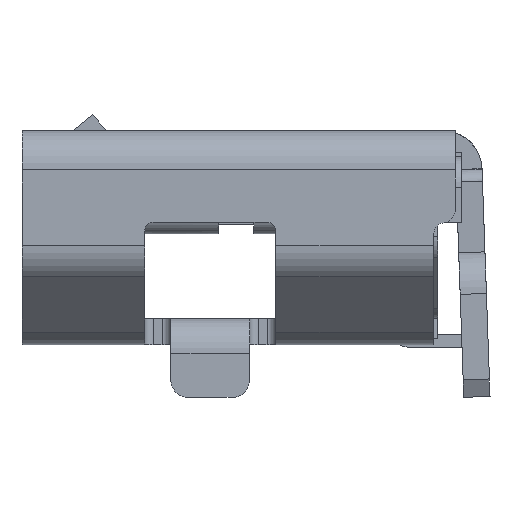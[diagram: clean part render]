
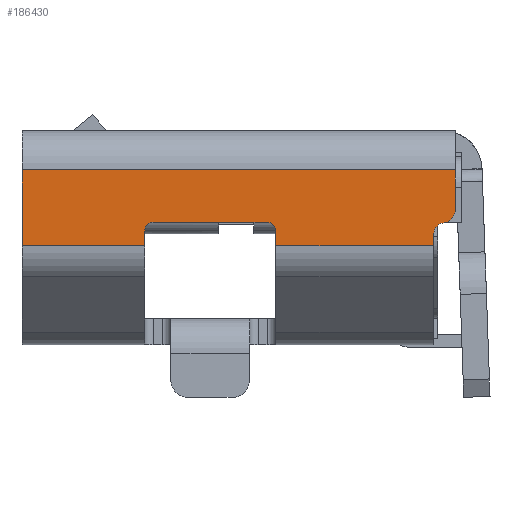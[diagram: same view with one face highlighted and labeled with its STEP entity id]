
A CAD part, left-side view. The second image highlights one B-rep face of the part: STEP entity #186430.
In plain terms, the highlighted planar face has unit normal (-1, 0, 0).
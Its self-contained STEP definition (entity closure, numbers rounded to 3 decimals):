
#147690=CARTESIAN_POINT('',(-3.75,1.45,-0.321));
#147700=VERTEX_POINT('',#147690);
#147730=CARTESIAN_POINT('',(-3.75,1.45,-0.321));
#147740=DIRECTION('',(0.,0.,-1.));
#147750=VECTOR('',#147740,0.454);
#147760=LINE('',#147730,#147750);
#147770=CARTESIAN_POINT('',(-3.75,1.45,-0.775));
#147780=VERTEX_POINT('',#147770);
#147790=EDGE_CURVE('',#147700,#147780,#147760,.T.);
#163820=CARTESIAN_POINT('',(-3.75,1.325,-0.173));
#163830=VERTEX_POINT('',#163820);
#163880=CARTESIAN_POINT('',(-3.75,1.3,-0.321));
#163890=DIRECTION('',(-1.,0.,0.));
#163900=DIRECTION('',(-0.,0.167,0.986));
#163910=AXIS2_PLACEMENT_3D('',#163880,#163890,#163900);
#163920=CIRCLE('',#163910,0.15);
#163930=EDGE_CURVE('',#163830,#147700,#163920,.T.);
#165090=CARTESIAN_POINT('',(-3.75,-3.5,-0.775));
#165100=VERTEX_POINT('',#165090);
#165130=CARTESIAN_POINT('',(-3.75,-3.5,0.092));
#165140=DIRECTION('',(0.,0.,-1.));
#165150=VECTOR('',#165140,0.867);
#165160=LINE('',#165130,#165150);
#165170=CARTESIAN_POINT('',(-3.75,-3.5,0.092));
#165180=VERTEX_POINT('',#165170);
#165190=EDGE_CURVE('',#165180,#165100,#165160,.T.);
#167410=CARTESIAN_POINT('',(-3.75,1.2,0.092));
#167420=VERTEX_POINT('',#167410);
#167600=CARTESIAN_POINT('',(-3.75,-0.6,0.092));
#167610=VERTEX_POINT('',#167600);
#167640=CARTESIAN_POINT('',(-3.75,-3.2,0.092));
#167650=DIRECTION('',(0.,1.,0.));
#167660=VECTOR('',#167650,1.);
#167670=LINE('',#167640,#167660);
#167680=EDGE_CURVE('',#167610,#167420,#167670,.T.);
#172240=CARTESIAN_POINT('',(-3.75,-0.6,-0.075));
#172250=VERTEX_POINT('',#172240);
#172280=CARTESIAN_POINT('',(-3.75,-0.6,0.092));
#172290=DIRECTION('',(0.,0.,-1.));
#172300=VECTOR('',#172290,0.167);
#172310=LINE('',#172280,#172300);
#172320=EDGE_CURVE('',#167610,#172250,#172310,.T.);
#177830=CARTESIAN_POINT('',(-3.75,-2.1,0.092));
#177840=VERTEX_POINT('',#177830);
#177870=CARTESIAN_POINT('',(-3.75,-2.1,-0.075));
#177880=DIRECTION('',(0.,0.,1.));
#177890=VECTOR('',#177880,0.167);
#177900=LINE('',#177870,#177890);
#177910=CARTESIAN_POINT('',(-3.75,-2.1,-0.075));
#177920=VERTEX_POINT('',#177910);
#177930=EDGE_CURVE('',#177920,#177840,#177900,.T.);
#179080=CARTESIAN_POINT('',(-3.75,-2.,-0.175));
#179090=VERTEX_POINT('',#179080);
#179140=CARTESIAN_POINT('',(-3.75,-2.,-0.075));
#179150=DIRECTION('',(1.,0.,0.));
#179160=DIRECTION('',(0.,-1.,0.));
#179170=AXIS2_PLACEMENT_3D('',#179140,#179150,#179160);
#179180=CIRCLE('',#179170,0.1);
#179190=EDGE_CURVE('',#177920,#179090,#179180,.T.);
#179330=CARTESIAN_POINT('',(-3.75,-0.7,-0.175));
#179340=VERTEX_POINT('',#179330);
#179390=CARTESIAN_POINT('',(-3.75,-0.7,-0.175));
#179400=DIRECTION('',(0.,-1.,0.));
#179410=VECTOR('',#179400,1.3);
#179420=LINE('',#179390,#179410);
#179430=EDGE_CURVE('',#179340,#179090,#179420,.T.);
#179560=CARTESIAN_POINT('',(-3.75,-0.7,-0.075));
#179570=DIRECTION('',(1.,0.,0.));
#179580=DIRECTION('',(0.,0.,-1.));
#179590=AXIS2_PLACEMENT_3D('',#179560,#179570,#179580);
#179600=CIRCLE('',#179590,0.1);
#179610=EDGE_CURVE('',#179340,#172250,#179600,.T.);
#180970=CARTESIAN_POINT('',(-3.75,1.2,0.092));
#180980=DIRECTION('',(0.,0.,-1.));
#180990=VECTOR('',#180980,0.117);
#181000=LINE('',#180970,#180990);
#181010=CARTESIAN_POINT('',(-3.75,1.2,-0.025));
#181020=VERTEX_POINT('',#181010);
#181030=EDGE_CURVE('',#167420,#181020,#181000,.T.);
#181790=CARTESIAN_POINT('',(-3.75,-3.2,0.092));
#181800=DIRECTION('',(0.,1.,0.));
#181810=VECTOR('',#181800,1.);
#181820=LINE('',#181790,#181810);
#181830=EDGE_CURVE('',#165180,#177840,#181820,.T.);
#186120=CARTESIAN_POINT('',(-3.75,-1.175,0.));
#186130=DIRECTION('',(-1.,0.,0.));
#186140=DIRECTION('',(0.,0.,1.));
#186150=AXIS2_PLACEMENT_3D('',#186120,#186130,#186140);
#186160=PLANE('',#186150);
#186170=CARTESIAN_POINT('',(-3.75,1.35,-0.025));
#186180=DIRECTION('',(1.,0.,0.));
#186190=DIRECTION('',(0.,-1.,0.));
#186200=AXIS2_PLACEMENT_3D('',#186170,#186180,#186190);
#186210=CIRCLE('',#186200,0.15);
#186220=EDGE_CURVE('',#181020,#163830,#186210,.T.);
#186230=ORIENTED_EDGE('',*,*,#186220,.T.);
#186240=ORIENTED_EDGE('',*,*,#181030,.T.);
#186250=ORIENTED_EDGE('',*,*,#167680,.T.);
#186260=ORIENTED_EDGE('',*,*,#172320,.F.);
#186270=ORIENTED_EDGE('',*,*,#179610,.T.);
#186280=ORIENTED_EDGE('',*,*,#179430,.F.);
#186290=ORIENTED_EDGE('',*,*,#179190,.T.);
#186300=ORIENTED_EDGE('',*,*,#177930,.F.);
#186310=ORIENTED_EDGE('',*,*,#181830,.T.);
#186320=ORIENTED_EDGE('',*,*,#165190,.F.);
#186330=CARTESIAN_POINT('',(-3.75,1.243,-0.775));
#186340=DIRECTION('',(0.,-1.,0.));
#186350=VECTOR('',#186340,1.);
#186360=LINE('',#186330,#186350);
#186370=EDGE_CURVE('',#147780,#165100,#186360,.T.);
#186380=ORIENTED_EDGE('',*,*,#186370,.T.);
#186390=ORIENTED_EDGE('',*,*,#147790,.T.);
#186400=ORIENTED_EDGE('',*,*,#163930,.T.);
#186410=EDGE_LOOP('',(#186400,#186390,#186380,#186320,#186310,#186300,
#186290,#186280,#186270,#186260,#186250,#186240,#186230));
#186420=FACE_OUTER_BOUND('',#186410,.T.);
#186430=ADVANCED_FACE('',(#186420),#186160,.T.);
